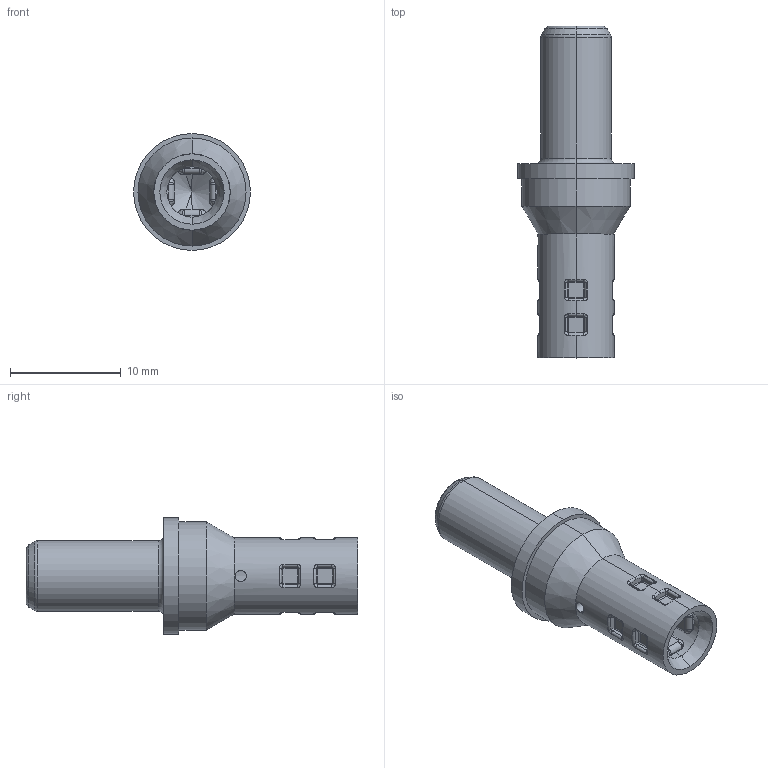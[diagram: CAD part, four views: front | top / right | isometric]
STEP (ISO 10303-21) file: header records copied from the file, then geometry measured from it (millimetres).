
FILE_DESCRIPTION (( 'STEP AP203' ), '1' );
FILE_NAME ('9104-07303-02104-RM_COPY.STEP', '2019-07-24T21:36:22', ( '' ), ( '' ), 'SwSTEP 2.0', 'SolidWorks 2018', '' );
FILE_SCHEMA (( 'CONFIG_CONTROL_DESIGN' ));
Length unit declared in the file: millimetre
Products named in the file (1): 9104-07303-02104-RM_COPY
Bounding box: 10.56 x 30.02 x 10.56 mm (x, y, z)
Volume: 1066.7 mm3; surface area: 1013.9 mm2
Topology: 1 solids, 1 shells, 390 faces, 922 edges, 543 vertices
Faces by surface type: cylinder 160, torus 90, plane 68, bspline 64, cone 8
Entity records: 13765 total; most frequent: CARTESIAN_POINT 4978, DIRECTION 1878, ORIENTED_EDGE 1840, EDGE_CURVE 920, AXIS2_PLACEMENT_3D 795, VERTEX_POINT 543, CIRCLE 468, EDGE_LOOP 403
